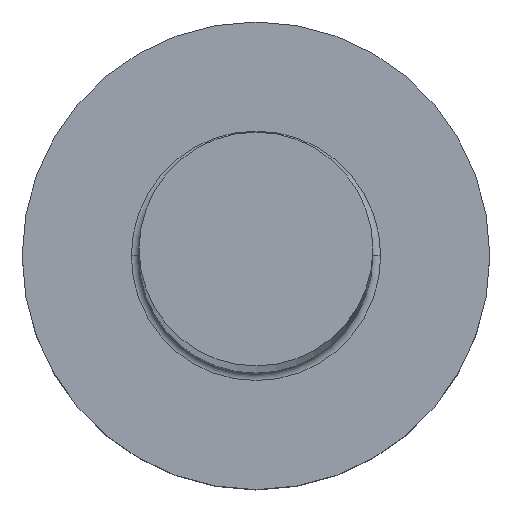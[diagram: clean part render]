
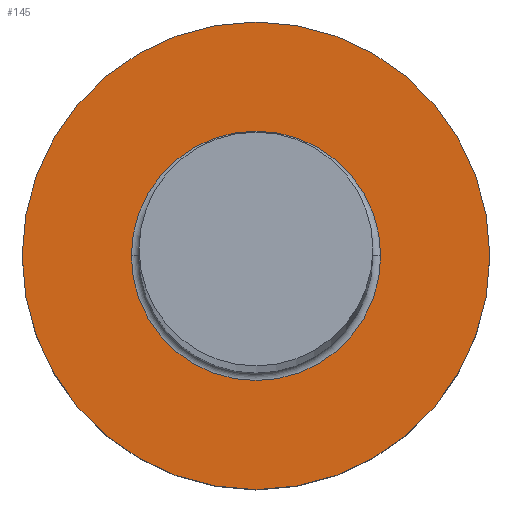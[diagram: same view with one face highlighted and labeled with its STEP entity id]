
A CAD part, top view. The second image highlights one B-rep face of the part: STEP entity #145.
In plain terms, the highlighted planar face has unit normal (0, 0, 1).
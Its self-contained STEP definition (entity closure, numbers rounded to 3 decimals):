
#4 = AXIS2_PLACEMENT_3D ( 'NONE', #185, #306, #255 ) ;
#16 = AXIS2_PLACEMENT_3D ( 'NONE', #92, #43, #234 ) ;
#18 = PLANE ( 'NONE',  #164 ) ;
#19 = CARTESIAN_POINT ( 'NONE',  ( 6., 0., 5. ) ) ;
#21 = DIRECTION ( 'NONE',  ( 1., 0., 0. ) ) ;
#30 = ORIENTED_EDGE ( 'NONE', *, *, #123, .T. ) ;
#38 = EDGE_CURVE ( 'NONE', #287, #71, #195, .T. ) ;
#39 = DIRECTION ( 'NONE',  ( 1., 0., 0. ) ) ;
#43 = DIRECTION ( 'NONE',  ( 0., 0., -1. ) ) ;
#70 = AXIS2_PLACEMENT_3D ( 'NONE', #277, #253, #39 ) ;
#71 = VERTEX_POINT ( 'NONE', #19 ) ;
#74 = ORIENTED_EDGE ( 'NONE', *, *, #188, .T. ) ;
#76 = CARTESIAN_POINT ( 'NONE',  ( -6., 0., 5. ) ) ;
#86 = FACE_OUTER_BOUND ( 'NONE', #118, .T. ) ;
#92 = CARTESIAN_POINT ( 'NONE',  ( 0., 0., 5. ) ) ;
#114 = DIRECTION ( 'NONE',  ( 0., 0., 1. ) ) ;
#118 = EDGE_LOOP ( 'NONE', ( #121, #30 ) ) ;
#121 = ORIENTED_EDGE ( 'NONE', *, *, #38, .T. ) ;
#123 = EDGE_CURVE ( 'NONE', #71, #287, #162, .T. ) ;
#129 = DIRECTION ( 'NONE',  ( 1., 0., 0. ) ) ;
#130 = DIRECTION ( 'NONE',  ( 0., 0., 1. ) ) ;
#145 = ADVANCED_FACE ( 'NONE', ( #275, #86 ), #18, .T. ) ;
#150 = CIRCLE ( 'NONE', #70, 3.2 ) ;
#154 = CARTESIAN_POINT ( 'NONE',  ( 0., 0., 5. ) ) ;
#157 = CARTESIAN_POINT ( 'NONE',  ( 3.2, 0., 5. ) ) ;
#162 = CIRCLE ( 'NONE', #4, 6. ) ;
#164 = AXIS2_PLACEMENT_3D ( 'NONE', #154, #114, #129 ) ;
#165 = VERTEX_POINT ( 'NONE', #178 ) ;
#176 = EDGE_CURVE ( 'NONE', #165, #227, #150, .T. ) ;
#178 = CARTESIAN_POINT ( 'NONE',  ( -3.2, 0., 5. ) ) ;
#185 = CARTESIAN_POINT ( 'NONE',  ( 0., 0., 5. ) ) ;
#186 = CARTESIAN_POINT ( 'NONE',  ( 0., 0., 5. ) ) ;
#188 = EDGE_CURVE ( 'NONE', #227, #165, #243, .T. ) ;
#195 = CIRCLE ( 'NONE', #225, 6. ) ;
#207 = ORIENTED_EDGE ( 'NONE', *, *, #176, .T. ) ;
#225 = AXIS2_PLACEMENT_3D ( 'NONE', #186, #130, #21 ) ;
#227 = VERTEX_POINT ( 'NONE', #157 ) ;
#234 = DIRECTION ( 'NONE',  ( 1., 0., 0. ) ) ;
#235 = EDGE_LOOP ( 'NONE', ( #74, #207 ) ) ;
#243 = CIRCLE ( 'NONE', #16, 3.2 ) ;
#253 = DIRECTION ( 'NONE',  ( 0., 0., -1. ) ) ;
#255 = DIRECTION ( 'NONE',  ( 1., 0., 0. ) ) ;
#275 = FACE_BOUND ( 'NONE', #235, .T. ) ;
#277 = CARTESIAN_POINT ( 'NONE',  ( 0., 0., 5. ) ) ;
#287 = VERTEX_POINT ( 'NONE', #76 ) ;
#306 = DIRECTION ( 'NONE',  ( 0., 0., 1. ) ) ;
